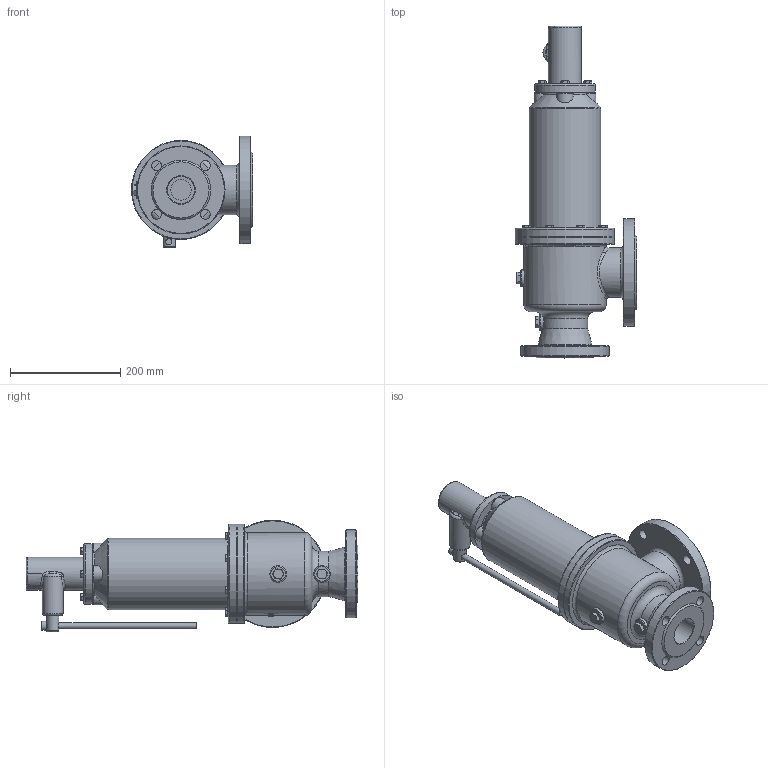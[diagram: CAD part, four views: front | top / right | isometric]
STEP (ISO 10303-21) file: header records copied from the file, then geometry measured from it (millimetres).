
FILE_DESCRIPTION(/* description */ (''),/* implementation_level */ '2;1');
FILE_NAME(/* name */ 'DN50_3D_STEP.stp',/* time_stamp */ '2025-10-21T00:14:33+03:00',/* author */ ('igorr'),/* organization */ (''),/* preprocessor_version */ 'ST-DEVELOPER v20',/* originating_system */ 'Autodesk Inventor 2025',/* authorisation */ '');
FILE_SCHEMA (('AUTOMOTIVE_DESIGN { 1 0 10303 214 3 1 1 }'));
Length unit declared in the file: millimetre
Products named in the file (6): Сборка; Деталь1; Деталь2; Деталь3; AS 1110 - M8 x 12; AS 1110 - M12 x 20
Assembly tree (17 placements, depth 2):
  Сборка
    Деталь1
    Деталь2
    Деталь3
    AS 1110 - M8 x 12  x12
    AS 1110 - M12 x 20  x2
Bounding box: 220.04 x 603 x 202.58 mm (x, y, z)
Volume: 7115813.1 mm3; surface area: 595006.8 mm2
Topology: 17 solids, 17 shells, 558 faces, 1266 edges, 788 vertices
Faces by surface type: plane 290, cone 109, cylinder 107, bspline 31, torus 21
Full cylindrical faces by diameter (mm): 8 x12, 9.15 x8, 10 x8, 11.25 x2, 12 x2, 13 x12, 15 x3, 16.208 x1, 18 x10, 22.5 x1, 30 x3, 37.5 x2, 45 x1, 47.778 x1, 50 x1, 52.5 x1, 60 x1, 67.5 x1, 75 x1, 80 x1, 90 x2, 108.8 x1, 110.331 x1, 130.5 x1, 150 x1, 160 x1, 180 x2, 195 x1
Entity records: 11130 total; most frequent: CARTESIAN_POINT 4276, DIRECTION 1319, ORIENTED_EDGE 1308, EDGE_CURVE 654, AXIS2_PLACEMENT_3D 548, VERTEX_POINT 428, EDGE_LOOP 346, CIRCLE 278
